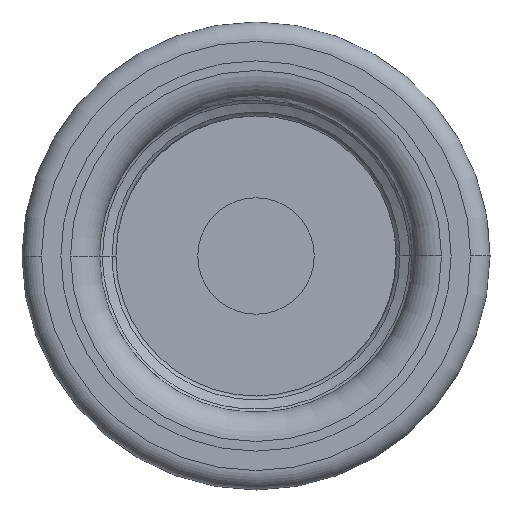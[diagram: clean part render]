
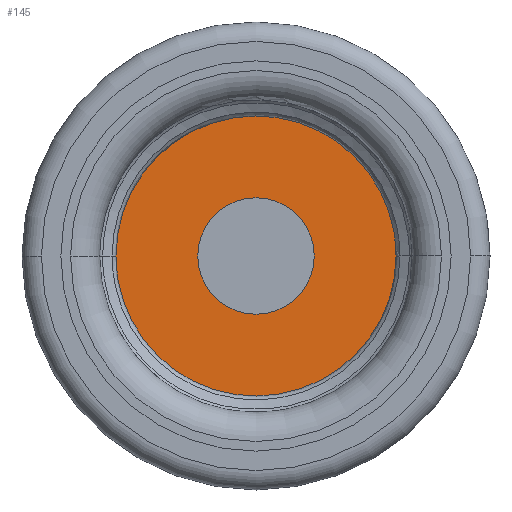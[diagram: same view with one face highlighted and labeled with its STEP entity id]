
A CAD part, left-side view. The second image highlights one B-rep face of the part: STEP entity #145.
In plain terms, the highlighted planar face has unit normal (-1, 0, 0).
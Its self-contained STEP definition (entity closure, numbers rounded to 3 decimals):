
#60=CARTESIAN_POINT('Vertex',(14.,-3.,0.)) ;
#65=CARTESIAN_POINT('Axis2P3D Location',(14.,0.,0.)) ;
#69=CARTESIAN_POINT('Vertex',(14.,3.,0.)) ;
#91=CARTESIAN_POINT('Axis2P3D Location',(14.,0.,0.)) ;
#118=CARTESIAN_POINT('Axis2P3D Location',(14.,0.,0.)) ;
#123=CARTESIAN_POINT('Axis2P3D Location',(14.,0.,0.)) ;
#127=CARTESIAN_POINT('Vertex',(14.,-8.05,0.)) ;
#129=CARTESIAN_POINT('Vertex',(14.,8.05,0.)) ;
#132=CARTESIAN_POINT('Axis2P3D Location',(14.,0.,0.)) ;
#66=DIRECTION('Axis2P3D Direction',(-1.,-0.,0.)) ;
#92=DIRECTION('Axis2P3D Direction',(-1.,-0.,0.)) ;
#119=DIRECTION('Axis2P3D Direction',(1.,0.,0.)) ;
#120=DIRECTION('Axis2P3D XDirection',(0.,1.,0.)) ;
#124=DIRECTION('Axis2P3D Direction',(1.,0.,0.)) ;
#133=DIRECTION('Axis2P3D Direction',(1.,0.,0.)) ;
#67=AXIS2_PLACEMENT_3D('Circle Axis2P3D',#65,#66,$) ;
#93=AXIS2_PLACEMENT_3D('Circle Axis2P3D',#91,#92,$) ;
#121=AXIS2_PLACEMENT_3D('Plane Axis2P3D',#118,#119,#120) ;
#125=AXIS2_PLACEMENT_3D('Circle Axis2P3D',#123,#124,$) ;
#134=AXIS2_PLACEMENT_3D('Circle Axis2P3D',#132,#133,$) ;
#138=ORIENTED_EDGE('',*,*,#131,.F.) ;
#139=ORIENTED_EDGE('',*,*,#136,.F.) ;
#142=ORIENTED_EDGE('',*,*,#95,.F.) ;
#143=ORIENTED_EDGE('',*,*,#71,.F.) ;
#144=FACE_BOUND('',#141,.T.) ;
#145=ADVANCED_FACE('PartBody',(#140,#144),#122,.F.) ;
#68=CIRCLE('generated circle',#67,3.) ;
#94=CIRCLE('generated circle',#93,3.) ;
#126=CIRCLE('generated circle',#125,8.05) ;
#135=CIRCLE('generated circle',#134,8.05) ;
#71=EDGE_CURVE('',#61,#70,#68,.T.) ;
#95=EDGE_CURVE('',#70,#61,#94,.T.) ;
#131=EDGE_CURVE('',#128,#130,#126,.T.) ;
#136=EDGE_CURVE('',#130,#128,#135,.T.) ;
#137=EDGE_LOOP('',(#138,#139)) ;
#141=EDGE_LOOP('',(#142,#143)) ;
#140=FACE_OUTER_BOUND('',#137,.T.) ;
#122=PLANE('',#121) ;
#61=VERTEX_POINT('',#60) ;
#70=VERTEX_POINT('',#69) ;
#128=VERTEX_POINT('',#127) ;
#130=VERTEX_POINT('',#129) ;
